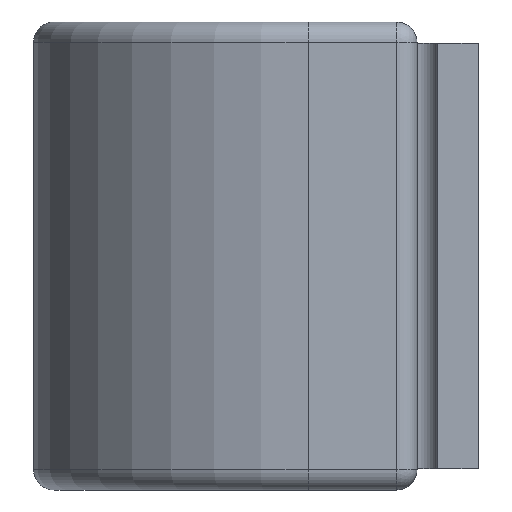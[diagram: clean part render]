
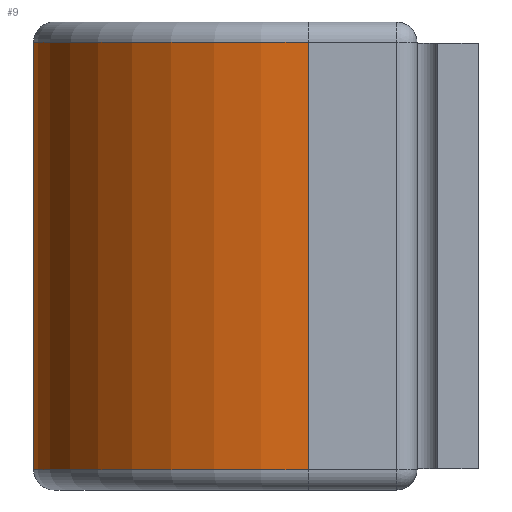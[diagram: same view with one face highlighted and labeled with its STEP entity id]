
A CAD part, left-side view. The second image highlights one B-rep face of the part: STEP entity #9.
In plain terms, the highlighted cylindrical face has radius 10.249 mm (diameter 20.498 mm), a partial arc.
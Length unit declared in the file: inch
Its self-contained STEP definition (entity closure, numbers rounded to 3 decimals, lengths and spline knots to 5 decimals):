
#9 = ADVANCED_FACE ( 'NONE', ( #237 ), #1036, .T. ) ;
#27 = CARTESIAN_POINT ( 'NONE',  ( 1.4655, 0.24975, -0.31375 ) ) ;
#36 = LINE ( 'NONE', #27, #1254 ) ;
#56 = CIRCLE ( 'NONE', #1928, 0.4035 ) ;
#86 = DIRECTION ( 'NONE',  ( 0., 0., 1. ) ) ;
#153 = CARTESIAN_POINT ( 'NONE',  ( 1.062, 0.24975, 0.31375 ) ) ;
#237 = FACE_OUTER_BOUND ( 'NONE', #308, .T. ) ;
#265 = CARTESIAN_POINT ( 'NONE',  ( 1.062, 0.24975, 0.3125 ) ) ;
#302 = DIRECTION ( 'NONE',  ( 1., 0., 0. ) ) ;
#308 = EDGE_LOOP ( 'NONE', ( #1104, #324, #1754, #538 ) ) ;
#324 = ORIENTED_EDGE ( 'NONE', *, *, #1433, .T. ) ;
#442 = CARTESIAN_POINT ( 'NONE',  ( 0.6585, 0.24975, -0.31375 ) ) ;
#457 = VERTEX_POINT ( 'NONE', #1953 ) ;
#479 = VERTEX_POINT ( 'NONE', #442 ) ;
#490 = DIRECTION ( 'NONE',  ( 0., 0., 1. ) ) ;
#538 = ORIENTED_EDGE ( 'NONE', *, *, #602, .F. ) ;
#602 = EDGE_CURVE ( 'NONE', #1546, #457, #702, .T. ) ;
#646 = EDGE_CURVE ( 'NONE', #841, #1546, #36, .T. ) ;
#681 = AXIS2_PLACEMENT_3D ( 'NONE', #265, #1516, #1889 ) ;
#685 = DIRECTION ( 'NONE',  ( 0., 0., 1. ) ) ;
#702 = CIRCLE ( 'NONE', #1677, 0.4035 ) ;
#841 = VERTEX_POINT ( 'NONE', #1908 ) ;
#1036 = CYLINDRICAL_SURFACE ( 'NONE', #681, 0.4035 ) ;
#1104 = ORIENTED_EDGE ( 'NONE', *, *, #646, .F. ) ;
#1220 = DIRECTION ( 'NONE',  ( 0., 0., 1. ) ) ;
#1254 = VECTOR ( 'NONE', #490, 39.37008 ) ;
#1433 = EDGE_CURVE ( 'NONE', #841, #479, #56, .T. ) ;
#1516 = DIRECTION ( 'NONE',  ( 0., 0., 1. ) ) ;
#1523 = LINE ( 'NONE', #1595, #1880 ) ;
#1546 = VERTEX_POINT ( 'NONE', #1613 ) ;
#1576 = CARTESIAN_POINT ( 'NONE',  ( 1.062, 0.24975, -0.31375 ) ) ;
#1595 = CARTESIAN_POINT ( 'NONE',  ( 0.6585, 0.24975, -0.31375 ) ) ;
#1613 = CARTESIAN_POINT ( 'NONE',  ( 1.4655, 0.24975, 0.31375 ) ) ;
#1677 = AXIS2_PLACEMENT_3D ( 'NONE', #153, #1220, #302 ) ;
#1730 = DIRECTION ( 'NONE',  ( 1., 0., 0. ) ) ;
#1754 = ORIENTED_EDGE ( 'NONE', *, *, #1861, .T. ) ;
#1861 = EDGE_CURVE ( 'NONE', #479, #457, #1523, .T. ) ;
#1880 = VECTOR ( 'NONE', #86, 39.37008 ) ;
#1889 = DIRECTION ( 'NONE',  ( 1., 0., 0. ) ) ;
#1908 = CARTESIAN_POINT ( 'NONE',  ( 1.4655, 0.24975, -0.31375 ) ) ;
#1928 = AXIS2_PLACEMENT_3D ( 'NONE', #1576, #685, #1730 ) ;
#1953 = CARTESIAN_POINT ( 'NONE',  ( 0.6585, 0.24975, 0.31375 ) ) ;
